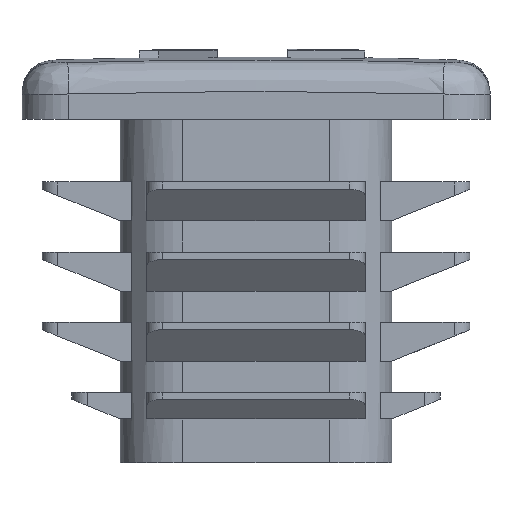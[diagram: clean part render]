
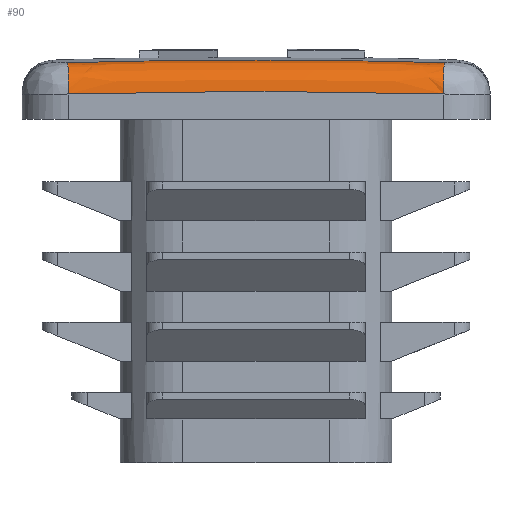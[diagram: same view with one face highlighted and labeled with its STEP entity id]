
A CAD part, left-side view. The second image highlights one B-rep face of the part: STEP entity #90.
In plain terms, the highlighted free-form (B-spline) face has degree [3, 2] with [12, 3] control points.
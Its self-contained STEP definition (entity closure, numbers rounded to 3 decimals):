
#90 = ADVANCED_FACE( '', ( #386 ), #387, .T. );
#386 = FACE_OUTER_BOUND( '', #1084, .T. );
#387 = ( B_SPLINE_SURFACE( 3, 2, ( ( #1086, #1087, #1088 ), ( #1089, #1090, #1091 ), ( #1092, #1093, #1094 ), ( #1095, #1096, #1097 ), ( #1098, #1099, #1100 ), ( #1101, #1102, #1103 ), ( #1104, #1105, #1106 ), ( #1107, #1108, #1109 ), ( #1110, #1111, #1112 ), ( #1113, #1114, #1115 ), ( #1116, #1117, #1118 ), ( #1119, #1120, #1121 ) ), .UNSPECIFIED., .F., .F., .F. )B_SPLINE_SURFACE_WITH_KNOTS( ( 4, 2, 2, 2, 2, 4 ), ( 3, 3 ), ( 0., 0.006, 0.012, 0.015, 0.018, 0.024 ), ( 0., 1. ), .UNSPECIFIED. )RATIONAL_B_SPLINE_SURFACE( ( ( 1., 0.718, 1. ), ( 1., 0.718, 1. ), ( 1., 0.718, 1. ), ( 1., 0.718, 1. ), ( 1., 0.718, 1. ), ( 1., 0.718, 1. ), ( 1., 0.718, 1. ), ( 1., 0.718, 1. ), ( 1., 0.718, 1. ), ( 1., 0.718, 1. ), ( 1., 0.718, 1. ), ( 1., 0.718, 1. ) ) )BOUNDED_SURFACE(  )REPRESENTATION_ITEM( '' )GEOMETRIC_REPRESENTATION_ITEM(  )SURFACE(  ) );
#1084 = EDGE_LOOP( '', ( #3350, #3351, #3352, #3353 ) );
#1086 = CARTESIAN_POINT( '', ( -15., 12., 23.634 ) );
#1087 = CARTESIAN_POINT( '', ( -15., 12.056, 25.571 ) );
#1088 = CARTESIAN_POINT( '', ( -13.063, 12.058, 25.632 ) );
#1089 = CARTESIAN_POINT( '', ( -15., 10., 23.692 ) );
#1090 = CARTESIAN_POINT( '', ( -15., 10.047, 25.629 ) );
#1091 = CARTESIAN_POINT( '', ( -13.063, 10.049, 25.69 ) );
#1092 = CARTESIAN_POINT( '', ( -15., 8.001, 23.735 ) );
#1093 = CARTESIAN_POINT( '', ( -15., 8.038, 25.673 ) );
#1094 = CARTESIAN_POINT( '', ( -13.063, 8.039, 25.734 ) );
#1095 = CARTESIAN_POINT( '', ( -15., 4.001, 23.793 ) );
#1096 = CARTESIAN_POINT( '', ( -15., 4.019, 25.732 ) );
#1097 = CARTESIAN_POINT( '', ( -13.062, 4.02, 25.792 ) );
#1098 = CARTESIAN_POINT( '', ( -15., 2.001, 23.807 ) );
#1099 = CARTESIAN_POINT( '', ( -15., 2.01, 25.746 ) );
#1100 = CARTESIAN_POINT( '', ( -13.062, 2.01, 25.806 ) );
#1101 = CARTESIAN_POINT( '', ( -15., -0.999, 23.807 ) );
#1102 = CARTESIAN_POINT( '', ( -15., -1.004, 25.746 ) );
#1103 = CARTESIAN_POINT( '', ( -13.062, -1.004, 25.806 ) );
#1104 = CARTESIAN_POINT( '', ( -15., -2., 23.804 ) );
#1105 = CARTESIAN_POINT( '', ( -15., -2.009, 25.742 ) );
#1106 = CARTESIAN_POINT( '', ( -13.062, -2.009, 25.803 ) );
#1107 = CARTESIAN_POINT( '', ( -15., -4., 23.789 ) );
#1108 = CARTESIAN_POINT( '', ( -15., -4.018, 25.728 ) );
#1109 = CARTESIAN_POINT( '', ( -13.062, -4.019, 25.788 ) );
#1110 = CARTESIAN_POINT( '', ( -15., -5., 23.779 ) );
#1111 = CARTESIAN_POINT( '', ( -15., -5.023, 25.717 ) );
#1112 = CARTESIAN_POINT( '', ( -13.062, -5.024, 25.778 ) );
#1113 = CARTESIAN_POINT( '', ( -15., -8., 23.735 ) );
#1114 = CARTESIAN_POINT( '', ( -15., -8.038, 25.673 ) );
#1115 = CARTESIAN_POINT( '', ( -13.063, -8.039, 25.734 ) );
#1116 = CARTESIAN_POINT( '', ( -15., -10., 23.692 ) );
#1117 = CARTESIAN_POINT( '', ( -15., -10.047, 25.629 ) );
#1118 = CARTESIAN_POINT( '', ( -13.063, -10.049, 25.69 ) );
#1119 = CARTESIAN_POINT( '', ( -15., -12., 23.634 ) );
#1120 = CARTESIAN_POINT( '', ( -15., -12.056, 25.571 ) );
#1121 = CARTESIAN_POINT( '', ( -13.063, -12.058, 25.632 ) );
#3350 = ORIENTED_EDGE( '', *, *, #5478, .T. );
#3351 = ORIENTED_EDGE( '', *, *, #5432, .F. );
#3352 = ORIENTED_EDGE( '', *, *, #5479, .T. );
#3353 = ORIENTED_EDGE( '', *, *, #5480, .F. );
#5432 = EDGE_CURVE( '', #6184, #6186, #6187, .T. );
#5478 = EDGE_CURVE( '', #6240, #6186, #6274, .T. );
#5479 = EDGE_CURVE( '', #6184, #6275, #6276, .T. );
#5480 = EDGE_CURVE( '', #6240, #6275, #6277, .T. );
#6184 = VERTEX_POINT( '', #7917 );
#6186 = VERTEX_POINT( '', #7956 );
#6187 = B_SPLINE_CURVE_WITH_KNOTS( '', 3, ( #7957, #7958, #7959, #7960, #7961, #7962, #7963, #7964, #7965, #7966, #7967, #7968, #7969, #7970 ), .UNSPECIFIED., .F., .F., ( 4, 2, 2, 2, 2, 2, 4 ), ( 0., 0.006, 0.012, 0.015, 0.017, 0.018, 0.024 ), .UNSPECIFIED. );
#6240 = VERTEX_POINT( '', #8255 );
#6274 = CIRCLE( '', #8340, 2. );
#6275 = VERTEX_POINT( '', #8341 );
#6276 = CIRCLE( '', #8342, 2. );
#6277 = B_SPLINE_CURVE_WITH_KNOTS( '', 3, ( #8343, #8344, #8345, #8346, #8347, #8348, #8349, #8350, #8351, #8352, #8353, #8354, #8355 ), .UNSPECIFIED., .F., .F., ( 4, 2, 2, 1, 2, 2, 4 ), ( 0., 0.006, 0.008, 0.009, 0.012, 0.018, 0.024 ), .UNSPECIFIED. );
#7917 = CARTESIAN_POINT( '', ( -13.063, 12.058, 25.632 ) );
#7956 = CARTESIAN_POINT( '', ( -13.063, -12.058, 25.632 ) );
#7957 = CARTESIAN_POINT( '', ( -13.063, 12.058, 25.632 ) );
#7958 = CARTESIAN_POINT( '', ( -13.063, 10.049, 25.69 ) );
#7959 = CARTESIAN_POINT( '', ( -13.063, 8.039, 25.734 ) );
#7960 = CARTESIAN_POINT( '', ( -13.062, 4.02, 25.792 ) );
#7961 = CARTESIAN_POINT( '', ( -13.062, 2.01, 25.806 ) );
#7962 = CARTESIAN_POINT( '', ( -13.062, -1.004, 25.806 ) );
#7963 = CARTESIAN_POINT( '', ( -13.062, -2.009, 25.803 ) );
#7964 = CARTESIAN_POINT( '', ( -13.062, -3.517, 25.792 ) );
#7965 = CARTESIAN_POINT( '', ( -13.062, -4.019, 25.787 ) );
#7966 = CARTESIAN_POINT( '', ( -13.062, -5.024, 25.777 ) );
#7967 = CARTESIAN_POINT( '', ( -13.063, -5.527, 25.77 ) );
#7968 = CARTESIAN_POINT( '', ( -13.063, -8.039, 25.734 ) );
#7969 = CARTESIAN_POINT( '', ( -13.063, -10.049, 25.69 ) );
#7970 = CARTESIAN_POINT( '', ( -13.063, -12.058, 25.632 ) );
#8255 = CARTESIAN_POINT( '', ( -15., -12., 23.634 ) );
#8340 = AXIS2_PLACEMENT_3D( '', #10425, #10426, #10427 );
#8341 = CARTESIAN_POINT( '', ( -15., 12., 23.634 ) );
#8342 = AXIS2_PLACEMENT_3D( '', #10428, #10429, #10430 );
#8343 = CARTESIAN_POINT( '', ( -15., -12., 23.634 ) );
#8344 = CARTESIAN_POINT( '', ( -15., -10., 23.692 ) );
#8345 = CARTESIAN_POINT( '', ( -15., -8., 23.735 ) );
#8346 = CARTESIAN_POINT( '', ( -15., -5.5, 23.771 ) );
#8347 = CARTESIAN_POINT( '', ( -15., -5., 23.778 ) );
#8348 = CARTESIAN_POINT( '', ( -15., -4., 23.789 ) );
#8349 = CARTESIAN_POINT( '', ( -15., -2.5, 23.802 ) );
#8350 = CARTESIAN_POINT( '', ( -15., -0.999, 23.807 ) );
#8351 = CARTESIAN_POINT( '', ( -15., 2.001, 23.807 ) );
#8352 = CARTESIAN_POINT( '', ( -15., 4.001, 23.793 ) );
#8353 = CARTESIAN_POINT( '', ( -15., 8.001, 23.735 ) );
#8354 = CARTESIAN_POINT( '', ( -15., 10., 23.692 ) );
#8355 = CARTESIAN_POINT( '', ( -15., 12., 23.634 ) );
#10425 = CARTESIAN_POINT( '', ( -13., -12., 23.634 ) );
#10426 = DIRECTION( '', ( 0., 1., 0.029 ) );
#10427 = DIRECTION( '', ( 0., -0.029, 1. ) );
#10428 = CARTESIAN_POINT( '', ( -13., 12., 23.634 ) );
#10429 = DIRECTION( '', ( 0., -1., 0.029 ) );
#10430 = DIRECTION( '', ( 0., -0.029, -1. ) );
